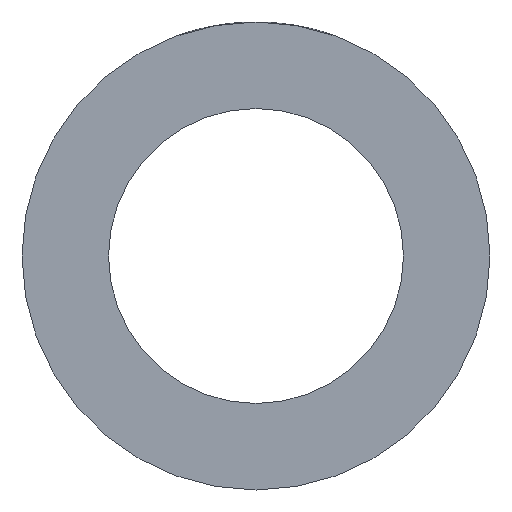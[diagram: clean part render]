
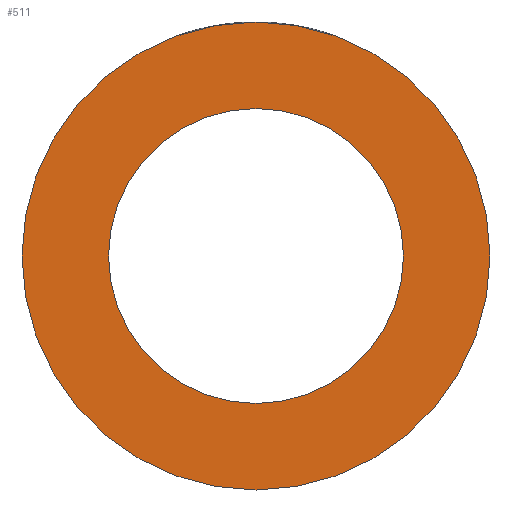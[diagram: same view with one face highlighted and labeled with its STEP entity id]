
A CAD part, front view. The second image highlights one B-rep face of the part: STEP entity #511.
In plain terms, the highlighted planar face has unit normal (0, -1, 0).
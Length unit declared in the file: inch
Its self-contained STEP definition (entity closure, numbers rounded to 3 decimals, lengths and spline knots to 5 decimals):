
#2 = EDGE_CURVE ( 'NONE', #302, #528, #286, .T. ) ;
#133 = DIRECTION ( 'NONE',  ( 0., 0., 1. ) ) ;
#134 = DIRECTION ( 'NONE',  ( 0., 1., 0. ) ) ;
#135 = CARTESIAN_POINT ( 'NONE',  ( 0., 0., 0. ) ) ;
#170 = CIRCLE ( 'NONE', #280, 0.15748 ) ;
#177 = CIRCLE ( 'NONE', #252, 0.24985 ) ;
#180 = DIRECTION ( 'NONE',  ( 0., 0., -1. ) ) ;
#182 = DIRECTION ( 'NONE',  ( 0., -1., 0. ) ) ;
#184 = CARTESIAN_POINT ( 'NONE',  ( 0., 0., 0. ) ) ;
#185 = FACE_OUTER_BOUND ( 'NONE', #520, .T. ) ;
#187 = FACE_BOUND ( 'NONE', #624, .T. ) ;
#240 = CIRCLE ( 'NONE', #431, 0.15748 ) ;
#252 = AXIS2_PLACEMENT_3D ( 'NONE', #135, #134, #133 ) ;
#280 = AXIS2_PLACEMENT_3D ( 'NONE', #184, #182, #180 ) ;
#286 = CIRCLE ( 'NONE', #436, 0.24985 ) ;
#287 = CARTESIAN_POINT ( 'NONE',  ( 0., 0., 0. ) ) ;
#293 = AXIS2_PLACEMENT_3D ( 'NONE', #509, #487, #341 ) ;
#302 = VERTEX_POINT ( 'NONE', #644 ) ;
#338 = DIRECTION ( 'NONE',  ( 0., 1., 0. ) ) ;
#341 = DIRECTION ( 'NONE',  ( 0., 0., 1. ) ) ;
#351 = ORIENTED_EDGE ( 'NONE', *, *, #586, .F. ) ;
#404 = CARTESIAN_POINT ( 'NONE',  ( 0., 0., -0.24985 ) ) ;
#431 = AXIS2_PLACEMENT_3D ( 'NONE', #444, #539, #580 ) ;
#436 = AXIS2_PLACEMENT_3D ( 'NONE', #287, #338, #606 ) ;
#437 = ORIENTED_EDGE ( 'NONE', *, *, #439, .F. ) ;
#439 = EDGE_CURVE ( 'NONE', #470, #558, #240, .T. ) ;
#444 = CARTESIAN_POINT ( 'NONE',  ( 0., 0., 0. ) ) ;
#470 = VERTEX_POINT ( 'NONE', #499 ) ;
#487 = DIRECTION ( 'NONE',  ( 0., 1., 0. ) ) ;
#497 = PLANE ( 'NONE',  #293 ) ;
#499 = CARTESIAN_POINT ( 'NONE',  ( 0., 0., 0.15748 ) ) ;
#509 = CARTESIAN_POINT ( 'NONE',  ( 0., 0., 0. ) ) ;
#511 = ADVANCED_FACE ( 'NONE', ( #187, #185 ), #497, .F. ) ;
#520 = EDGE_LOOP ( 'NONE', ( #658, #588 ) ) ;
#528 = VERTEX_POINT ( 'NONE', #404 ) ;
#539 = DIRECTION ( 'NONE',  ( 0., -1., 0. ) ) ;
#558 = VERTEX_POINT ( 'NONE', #675 ) ;
#580 = DIRECTION ( 'NONE',  ( 0., 0., -1. ) ) ;
#586 = EDGE_CURVE ( 'NONE', #558, #470, #170, .T. ) ;
#588 = ORIENTED_EDGE ( 'NONE', *, *, #2, .F. ) ;
#606 = DIRECTION ( 'NONE',  ( 0., 0., 1. ) ) ;
#624 = EDGE_LOOP ( 'NONE', ( #437, #351 ) ) ;
#642 = EDGE_CURVE ( 'NONE', #528, #302, #177, .T. ) ;
#644 = CARTESIAN_POINT ( 'NONE',  ( 0., 0., 0.24985 ) ) ;
#658 = ORIENTED_EDGE ( 'NONE', *, *, #642, .F. ) ;
#675 = CARTESIAN_POINT ( 'NONE',  ( 0., 0., -0.15748 ) ) ;
